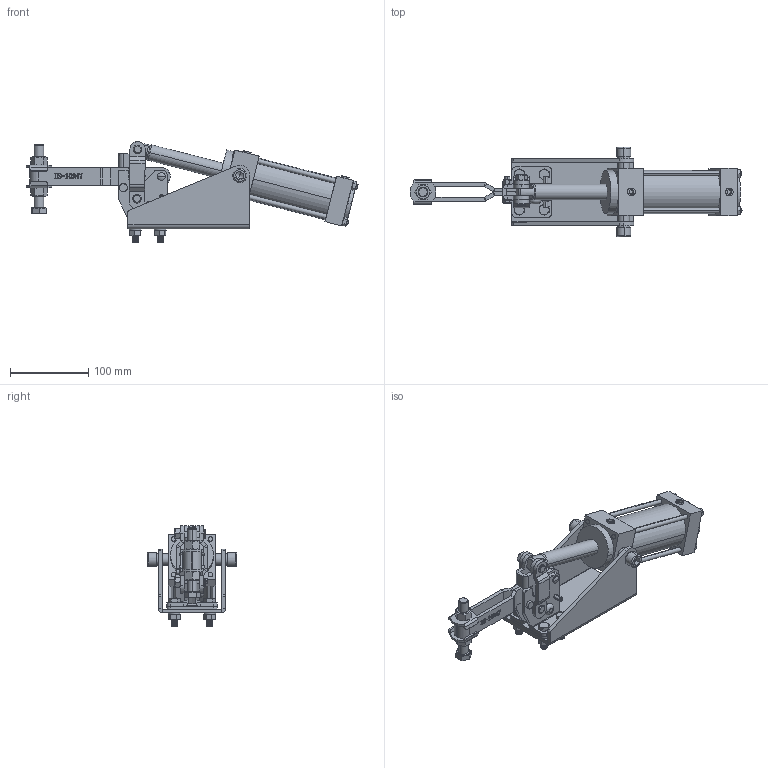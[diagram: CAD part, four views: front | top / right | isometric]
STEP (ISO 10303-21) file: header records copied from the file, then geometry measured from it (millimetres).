
FILE_DESCRIPTION (( 'STEP AP203' ), '1' );
FILE_NAME ('HS-10247-A .STEP', '2019-08-20T03:16:03', ( '微软用户' ), ( '微软中国' ), 'SwSTEP 2.0', 'SolidWorks 2012', '' );
FILE_SCHEMA (( 'CONFIG_CONTROL_DESIGN' ));
Length unit declared in the file: millimetre
Products named in the file (26): FW-120; hexagon socket head cap screws gb_GB_FASTENER_SCREWS_HSHCS M12X25-N; 路杶; plain washers for clevis pins gb_GB_ROUND_WASHERS_TYPE7 8; hexagon head bolts-full thread gb2_GB_FASTENER_BOLT_STBAB A M8X30-S; prevailing torque all-metal 1 gb_GB_HEXAGON_LOCK_TYPE1 M6-N; hexagon head bolts--product grade c gb_GB_FASTENER_BOLT_HHBC M6X30-N; hex nuts, style 1-grades ab gb_GB_FASTENER_NUT_SNAB1 M8-N; T形销_默认<按加工>; 眻忒梟2; 蟀裝; U倰揤參; 粟俶种; 階杶; す菁; 楊擘菁釱酘; 楊擘菁釱衵; hex nuts, style 1-grades ab gb_GB_FASTENER_NUT_SNAB1 M6-N; hexagon head bolts-full thread gb2_GB_FASTENER_BOLT_STBAB A M12X80-N; 蚐詰; 活塞杆; 傻种; 菁殤; HS-10247-A ; hex nuts, style 1-grades ab gb_GB_FASTENER_NUT_SNAB1 M12-N
Assembly tree (47 placements, depth 2):
  HS-10247-A 
    菁殤
    U倰揤參
    傻种  x3
    活塞杆
    蚐詰
    hexagon head bolts-full thread gb2_GB_FASTENER_BOLT_STBAB A M12X80-N
    hex nuts, style 1-grades ab gb_GB_FASTENER_NUT_SNAB1 M6-N  x4
    楊擘菁釱衵
    楊擘菁釱酘
    す菁
    階杶
    粟俶种
    U倰揤參
    蟀裝
    眻忒梟2  x2
    T形销_默认<按加工>  x2
    hex nuts, style 1-grades ab gb_GB_FASTENER_NUT_SNAB1 M8-N  x6
    hexagon head bolts--product grade c gb_GB_FASTENER_BOLT_HHBC M6X30-N
    prevailing torque all-metal 1 gb_GB_HEXAGON_LOCK_TYPE1 M6-N
    hexagon head bolts-full thread gb2_GB_FASTENER_BOLT_STBAB A M8X30-S  x4
    plain washers for clevis pins gb_GB_ROUND_WASHERS_TYPE7 8  x4
    路杶  x2
    hexagon socket head cap screws gb_GB_FASTENER_SCREWS_HSHCS M12X25-N  x2
    FW-120  x2
    hex nuts, style 1-grades ab gb_GB_FASTENER_NUT_SNAB1 M12-N  x2
Bounding box: 423.46 x 114 x 128.25 mm (x, y, z)
Volume: 837436.7 mm3; surface area: 228647.1 mm2
Topology: 47 solids, 47 shells, 2255 faces, 5071 edges, 2971 vertices
Faces by surface type: cone 775, plane 698, cylinder 624, bspline 121, torus 25, sphere 12
Entity records: 44438 total; most frequent: CARTESIAN_POINT 13461, ORIENTED_EDGE 5724, DIRECTION 5628, EDGE_CURVE 2862, AXIS2_PLACEMENT_3D 1997, VERTEX_POINT 1766, LINE 1634, VECTOR 1634
